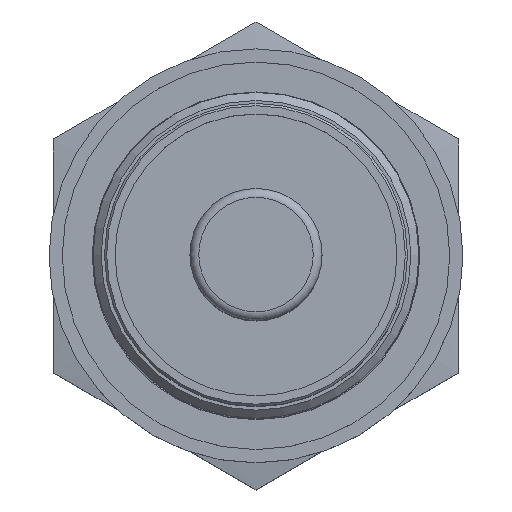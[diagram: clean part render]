
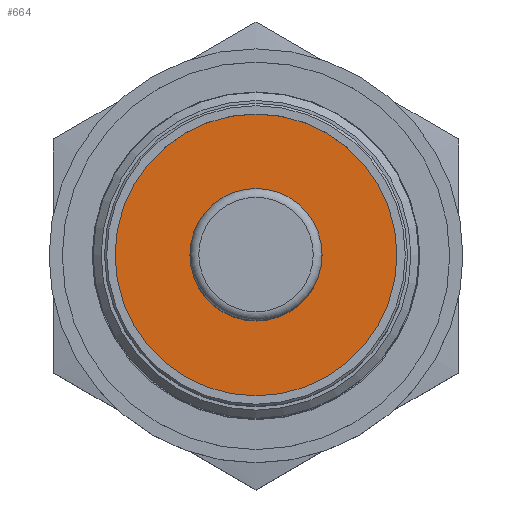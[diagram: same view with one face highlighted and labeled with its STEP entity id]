
A CAD part, top view. The second image highlights one B-rep face of the part: STEP entity #664.
In plain terms, the highlighted planar face has unit normal (0, 0, 1).
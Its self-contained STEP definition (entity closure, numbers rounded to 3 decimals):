
#90=CIRCLE('',#777,16.);
#91=CIRCLE('',#779,7.5);
#145=ORIENTED_EDGE('',*,*,#280,.T.);
#146=ORIENTED_EDGE('',*,*,#279,.F.);
#279=EDGE_CURVE('',#352,#352,#90,.T.);
#280=EDGE_CURVE('',#353,#353,#91,.T.);
#352=VERTEX_POINT('',#1109);
#353=VERTEX_POINT('',#1112);
#468=EDGE_LOOP('',(#145));
#469=EDGE_LOOP('',(#146));
#558=FACE_BOUND('',#468,.T.);
#559=FACE_BOUND('',#469,.T.);
#627=PLANE('',#778);
#664=ADVANCED_FACE('',(#558,#559),#627,.T.);
#777=AXIS2_PLACEMENT_3D('',#1108,#904,#905);
#778=AXIS2_PLACEMENT_3D('',#1110,#906,#907);
#779=AXIS2_PLACEMENT_3D('',#1111,#908,#909);
#904=DIRECTION('',(0.,0.,-1.));
#905=DIRECTION('',(-1.,0.,0.));
#906=DIRECTION('',(0.,0.,1.));
#907=DIRECTION('',(1.,0.,0.));
#908=DIRECTION('',(0.,0.,-1.));
#909=DIRECTION('',(-1.,0.,0.));
#1108=CARTESIAN_POINT('',(0.,0.,-5.));
#1109=CARTESIAN_POINT('',(-16.,0.,-5.));
#1110=CARTESIAN_POINT('',(0.,16.,-5.));
#1111=CARTESIAN_POINT('',(0.,0.,-5.));
#1112=CARTESIAN_POINT('',(-7.5,0.,-5.));
